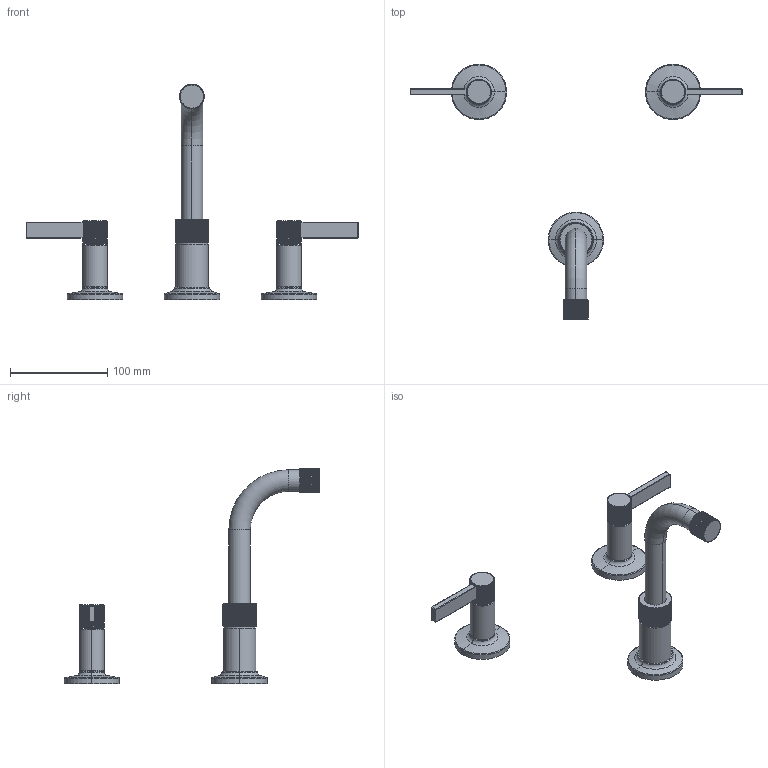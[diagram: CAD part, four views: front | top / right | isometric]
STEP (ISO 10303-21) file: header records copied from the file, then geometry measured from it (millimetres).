
FILE_DESCRIPTION((''),'2;1');
FILE_NAME('3-3235_SW0001','2020-12-02T12:19:04',('rsmith'),(''),'CREO PARAMETRIC BY PTC INC, 2018400','CREO PARAMETRIC BY PTC INC, 2018400','');
FILE_SCHEMA(('AUTOMOTIVE_DESIGN { 1 0 10303 214 1 1 1 1 }'));
Length unit declared in the file: inch
Products named in the file (1): 3-3235_SW0001
Bounding box: 342.26 x 263.78 x 222.25 mm (x, y, z)
Volume: 285780.2 mm3; surface area: 60818 mm2
Topology: 3 solids, 3 shells, 1025 faces, 2906 edges, 1900 vertices
Faces by surface type: plane 611, cylinder 348, torus 44, sphere 16, bspline 6
Entity records: 57272 total; most frequent: CARTESIAN_POINT 15705, ORIENTED_EDGE 5812, DIRECTION 4594, PRESENTATION_STYLE_ASSIGNMENT 3934, STYLED_ITEM 2909, CURVE_STYLE 2906, EDGE_CURVE 2906, VERTEX_POINT 1900
